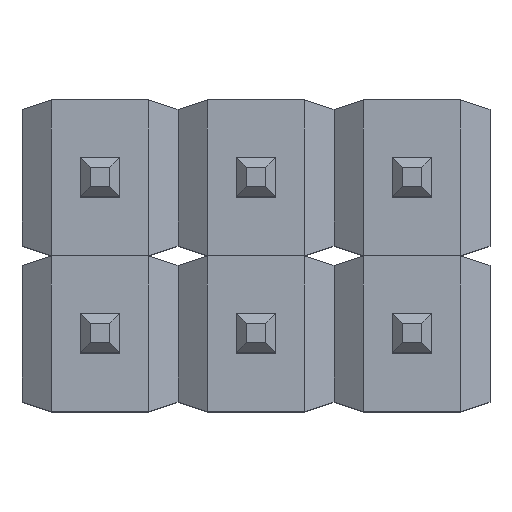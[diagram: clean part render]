
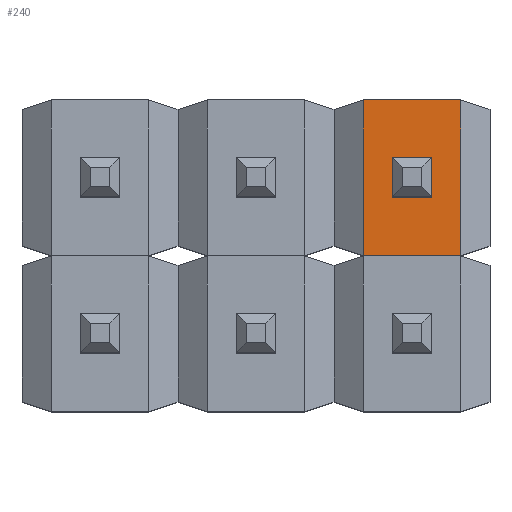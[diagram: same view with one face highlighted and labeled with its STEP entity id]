
A CAD part, top view. The second image highlights one B-rep face of the part: STEP entity #240.
In plain terms, the highlighted planar face has unit normal (0, 0, 1).
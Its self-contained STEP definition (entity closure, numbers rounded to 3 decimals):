
#212=CARTESIAN_POINT('',(5.874,1.27,3.471));
#211=VERTEX_POINT('',#212);
#222=CARTESIAN_POINT('',(5.874,-1.27,3.471));
#221=VERTEX_POINT('',#222);
#220=EDGE_CURVE('',#221,#211,#225,.T.);
#225=LINE('',#222,#227);
#227=VECTOR('',#228,2.54);
#228=DIRECTION('',(0.0,1.0,0.0));
#240=ADVANCED_FACE('',(#246),#241,.T.);
#241=PLANE('',#242);
#242=AXIS2_PLACEMENT_3D('',#243,#244,#245);
#243=CARTESIAN_POINT('',(4.286,-1.27,3.471));
#244=DIRECTION('',(0.0,0.0,1.0));
#245=DIRECTION('',(0.,1.,0.));
#246=FACE_OUTER_BOUND('',#247,.T.);
#247=EDGE_LOOP('',(#248,#258,#268,#278));
#253=CARTESIAN_POINT('',(4.286,-1.27,3.471));
#252=VERTEX_POINT('',#253);
#249=EDGE_CURVE('',#221,#252,#254,.T.);
#254=LINE('',#222,#256);
#256=VECTOR('',#257,1.587);
#257=DIRECTION('',(-1.0,0.0,0.0));
#248=ORIENTED_EDGE('',*,*,#249,.F.);
#258=ORIENTED_EDGE('',*,*,#220,.T.);
#271=CARTESIAN_POINT('',(4.286,1.27,3.471));
#270=VERTEX_POINT('',#271);
#269=EDGE_CURVE('',#270,#211,#274,.T.);
#274=LINE('',#271,#276);
#276=VECTOR('',#277,1.587);
#277=DIRECTION('',(1.0,0.0,0.0));
#268=ORIENTED_EDGE('',*,*,#269,.F.);
#279=EDGE_CURVE('',#252,#270,#284,.T.);
#284=LINE('',#253,#286);
#286=VECTOR('',#287,2.54);
#287=DIRECTION('',(0.0,1.0,0.0));
#278=ORIENTED_EDGE('',*,*,#279,.F.);
